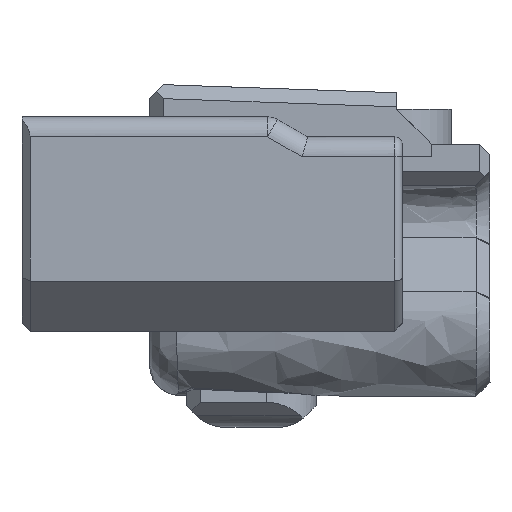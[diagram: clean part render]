
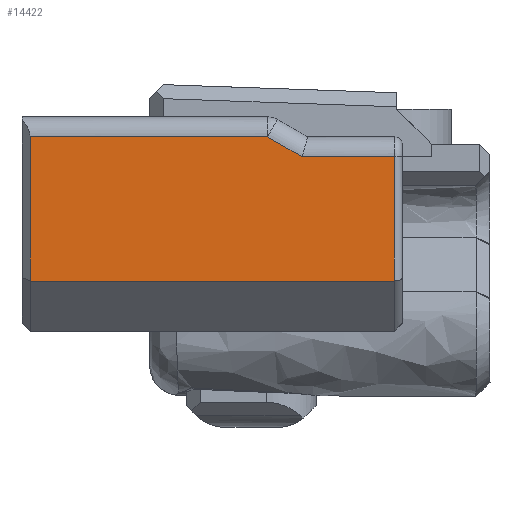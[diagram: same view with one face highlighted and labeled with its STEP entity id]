
A CAD part, left-side view. The second image highlights one B-rep face of the part: STEP entity #14422.
In plain terms, the highlighted planar face has unit normal (-1, 0, 0).
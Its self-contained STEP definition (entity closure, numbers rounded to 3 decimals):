
#1880=LINE('',#26627,#3200);
#1881=LINE('',#26634,#3201);
#1883=LINE('',#26640,#3203);
#1884=LINE('',#26642,#3204);
#1885=LINE('',#26644,#3205);
#1886=LINE('',#26645,#3206);
#3200=VECTOR('',#19371,10.);
#3201=VECTOR('',#19382,10.);
#3203=VECTOR('',#19388,10.);
#3204=VECTOR('',#19389,10.);
#3205=VECTOR('',#19390,10.);
#3206=VECTOR('',#19391,10.);
#4172=FACE_OUTER_BOUND('',#5133,.T.);
#5133=EDGE_LOOP('',(#12708,#12709,#12710,#12711,#12712,#12713));
#6846=VERTEX_POINT('',#26624);
#6847=VERTEX_POINT('',#26626);
#6848=VERTEX_POINT('',#26633);
#6850=VERTEX_POINT('',#26639);
#6851=VERTEX_POINT('',#26641);
#6852=VERTEX_POINT('',#26643);
#8813=EDGE_CURVE('',#6846,#6847,#1880,.T.);
#8817=EDGE_CURVE('',#6847,#6848,#1881,.T.);
#8820=EDGE_CURVE('',#6846,#6850,#1883,.T.);
#8821=EDGE_CURVE('',#6850,#6851,#1884,.T.);
#8822=EDGE_CURVE('',#6852,#6851,#1885,.T.);
#8823=EDGE_CURVE('',#6848,#6852,#1886,.T.);
#12708=ORIENTED_EDGE('',*,*,#8813,.F.);
#12709=ORIENTED_EDGE('',*,*,#8820,.T.);
#12710=ORIENTED_EDGE('',*,*,#8821,.T.);
#12711=ORIENTED_EDGE('',*,*,#8822,.F.);
#12712=ORIENTED_EDGE('',*,*,#8823,.F.);
#12713=ORIENTED_EDGE('',*,*,#8817,.F.);
#13612=PLANE('',#15737);
#14422=ADVANCED_FACE('',(#4172),#13612,.F.);
#15737=AXIS2_PLACEMENT_3D('',#26638,#19386,#19387);
#19371=DIRECTION('',(0.,1.,0.));
#19382=DIRECTION('',(0.,0.866,0.5));
#19386=DIRECTION('center_axis',(1.,0.,
0.));
#19387=DIRECTION('ref_axis',(0.,0.,-1.));
#19388=DIRECTION('',(0.,0.,1.));
#19389=DIRECTION('',(0.,1.,0.));
#19390=DIRECTION('',(0.,0.,1.));
#19391=DIRECTION('',(0.,1.,0.));
#26624=CARTESIAN_POINT('',(33.75,41.179,31.966));
#26626=CARTESIAN_POINT('',(33.75,53.047,31.966));
#26627=CARTESIAN_POINT('',(33.75,40.779,31.966));
#26633=CARTESIAN_POINT('',(33.75,54.779,32.966));
#26634=CARTESIAN_POINT('',(33.75,53.722,32.355));
#26638=CARTESIAN_POINT('Origin',(33.75,40.779,41.666));
#26639=CARTESIAN_POINT('',(33.75,41.179,39.166));
#26640=CARTESIAN_POINT('',(33.75,41.179,39.041));
#26641=CARTESIAN_POINT('',(33.75,59.379,39.166));
#26642=CARTESIAN_POINT('',(33.75,40.779,39.166));
#26643=CARTESIAN_POINT('',(33.75,59.379,32.966));
#26644=CARTESIAN_POINT('',(33.75,59.379,39.041));
#26645=CARTESIAN_POINT('',(33.75,40.779,32.966));
